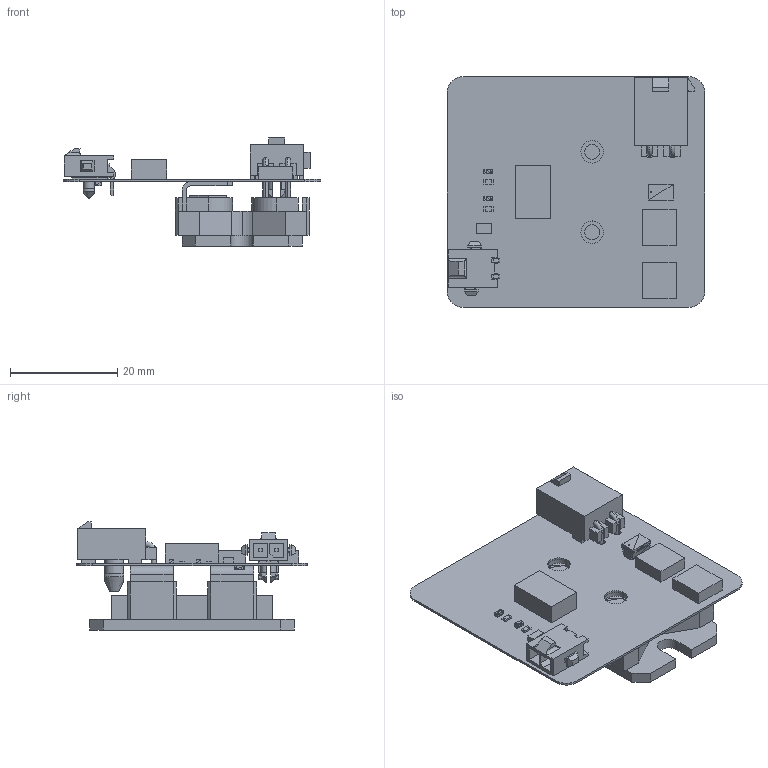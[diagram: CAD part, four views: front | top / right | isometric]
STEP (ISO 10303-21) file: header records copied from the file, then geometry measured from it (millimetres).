
FILE_DESCRIPTION(('Open CASCADE Model'),'2;1');
FILE_NAME('Open CASCADE Shape Model','2017-04-28T13:12:30',('Author'),( 'Open CASCADE'),'Open CASCADE STEP processor 6.8','Open CASCADE 6.8' ,'Unknown');
FILE_SCHEMA(('AUTOMOTIVE_DESIGN { 1 0 10303 214 1 1 1 1 }'));
Length unit declared in the file: millimetre
Products named in the file (33): PCB; Board; R3; User_Library-TGHLV10R0JEConfig__1; D2; 737006296; Extruded; RT1; 0ZCM; 737006432; Q2; 737005752; R1; RC0603N; D4; 737005888; 737006024; U3; 737006160; J2; c-2-1445055-2-b-3d; R2; D3; J1; c-0770966-10-f-3d; D1; SMA; Q1
Assembly tree (39 placements, depth 4):
  PCB
    Board
    R3
      User_Library-TGHLV10R0JEConfig__1
    D2
      737006296
        Extruded
    RT1
      0ZCM
      737006432  x2
        Extruded
    Q2
      737005752
        Extruded
    R1
      RC0603N
    D4
      737005888
        Extruded
      737006024  x2
        Extruded
    U3
      737006160
        Extruded
    J2
      c-2-1445055-2-b-3d
    R2
      RC0603N
    D3
      737005888
        Extruded
      737006024  x2
        Extruded
    J1
      c-0770966-10-f-3d
    D1
      SMA
    Q1
      737005752
        Extruded
Bounding box: 48 x 43 x 20.16 mm (x, y, z)
Volume: 7369.7 mm3; surface area: 10125.4 mm2
Topology: 16 solids, 368 shells, 883 faces, 2443 edges, 1966 vertices
Faces by surface type: plane 791, cylinder 80, torus 6, cone 4, bspline 2
Full cylindrical faces by diameter (mm): 1.1 x2, 1.5 x2, 3 x1, 3.9 x1, 4.2 x2
Entity records: 63364 total; most frequent: CARTESIAN_POINT 18480, DIRECTION 7237, LINE 5063, VECTOR 5063, ORIENTED_EDGE 3578, PCURVE 3578, DEFINITIONAL_REPRESENTATION 3578, EDGE_CURVE 2263
